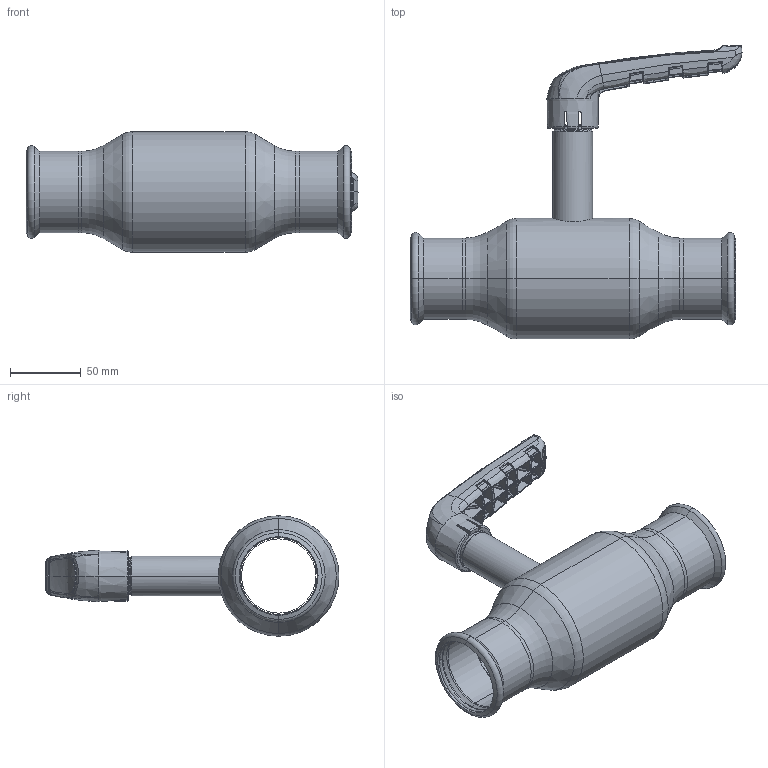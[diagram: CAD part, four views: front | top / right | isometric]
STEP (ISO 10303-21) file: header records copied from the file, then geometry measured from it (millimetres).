
FILE_DESCRIPTION (( 'STEP AP214' ), '1' );
FILE_NAME ('XPR20101 DN50 54 x 54.step', '2018-09-25T08:41:06', ( '' ), ( '' ), 'SwSTEP 2.0', 'SolidWorks 2017', '' );
FILE_SCHEMA (( 'AUTOMOTIVE_DESIGN' ));
Length unit declared in the file: millimetre
Products named in the file (1): XPR20101 DN50 54 x 54
Bounding box: 234.15 x 207.31 x 85 mm (x, y, z)
Surface area: 101324.6 mm2 (no closed solid volume)
Topology: 0 solids, 13 shells, 733 faces, 2601 edges, 1733 vertices
Faces by surface type: bspline 605, plane 38, cone 32, cylinder 29, torus 25, sphere 4
Entity records: 58187 total; most frequent: CARTESIAN_POINT 34205, ORIENTED_EDGE 3951, EDGE_CURVE 2591, B_SPLINE_CURVE_WITH_KNOTS 1836, VERTEX_POINT 1733, DIRECTION 1602, EDGE_LOOP 739, UNCERTAINTY_MEASURE_WITH_UNIT 735
